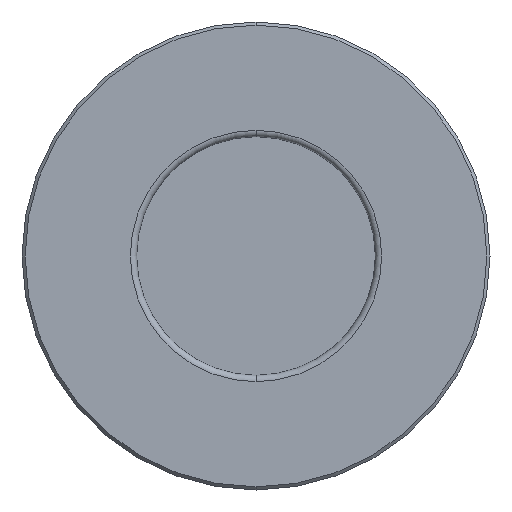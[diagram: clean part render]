
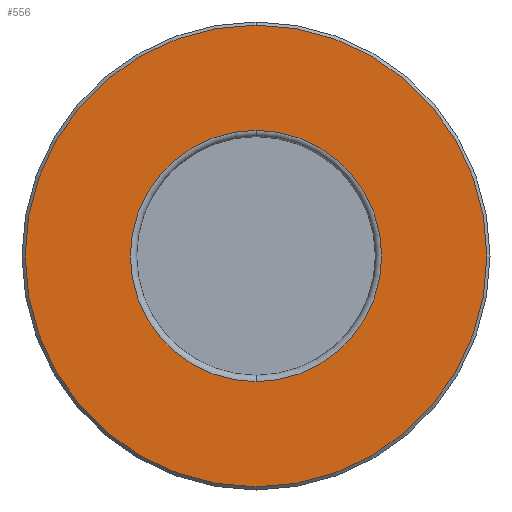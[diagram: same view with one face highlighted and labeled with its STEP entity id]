
A CAD part, front view. The second image highlights one B-rep face of the part: STEP entity #556.
In plain terms, the highlighted planar face has unit normal (0, -1, 0).
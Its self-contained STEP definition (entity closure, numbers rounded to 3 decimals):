
#9 = DIRECTION ( 'NONE',  ( 0., 0., -1. ) ) ;
#31 = DIRECTION ( 'NONE',  ( 0., -1., 0. ) ) ;
#35 = EDGE_LOOP ( 'NONE', ( #415, #557 ) ) ;
#37 = DIRECTION ( 'NONE',  ( 0., 0., -1. ) ) ;
#60 = CIRCLE ( 'NONE', #446, 73.5 ) ;
#71 = CARTESIAN_POINT ( 'NONE',  ( 0., 0., 40. ) ) ;
#142 = CARTESIAN_POINT ( 'NONE',  ( 0., 0., 0. ) ) ;
#158 = FACE_OUTER_BOUND ( 'NONE', #35, .T. ) ;
#165 = VERTEX_POINT ( 'NONE', #839 ) ;
#179 = AXIS2_PLACEMENT_3D ( 'NONE', #480, #31, #809 ) ;
#201 = DIRECTION ( 'NONE',  ( 0., -1., 0. ) ) ;
#226 = CARTESIAN_POINT ( 'NONE',  ( 0., 0., 0. ) ) ;
#259 = VERTEX_POINT ( 'NONE', #71 ) ;
#287 = CARTESIAN_POINT ( 'NONE',  ( 0., 0., -73.5 ) ) ;
#330 = DIRECTION ( 'NONE',  ( 0., 0., -1. ) ) ;
#352 = DIRECTION ( 'NONE',  ( 0., -1., 0. ) ) ;
#367 = ORIENTED_EDGE ( 'NONE', *, *, #408, .F. ) ;
#370 = EDGE_LOOP ( 'NONE', ( #804, #367 ) ) ;
#388 = DIRECTION ( 'NONE',  ( 0., -1., 0. ) ) ;
#398 = CIRCLE ( 'NONE', #569, 73.5 ) ;
#408 = EDGE_CURVE ( 'NONE', #259, #708, #504, .T. ) ;
#415 = ORIENTED_EDGE ( 'NONE', *, *, #576, .T. ) ;
#429 = AXIS2_PLACEMENT_3D ( 'NONE', #226, #352, #37 ) ;
#446 = AXIS2_PLACEMENT_3D ( 'NONE', #789, #388, #9 ) ;
#468 = VERTEX_POINT ( 'NONE', #287 ) ;
#474 = AXIS2_PLACEMENT_3D ( 'NONE', #521, #841, #852 ) ;
#478 = FACE_BOUND ( 'NONE', #370, .T. ) ;
#480 = CARTESIAN_POINT ( 'NONE',  ( 0., 0., 0. ) ) ;
#504 = CIRCLE ( 'NONE', #179, 40. ) ;
#511 = CIRCLE ( 'NONE', #429, 40. ) ;
#519 = PLANE ( 'NONE',  #474 ) ;
#521 = CARTESIAN_POINT ( 'NONE',  ( 40., 0., 0. ) ) ;
#556 = ADVANCED_FACE ( 'NONE', ( #158, #478 ), #519, .T. ) ;
#557 = ORIENTED_EDGE ( 'NONE', *, *, #602, .T. ) ;
#569 = AXIS2_PLACEMENT_3D ( 'NONE', #142, #201, #330 ) ;
#576 = EDGE_CURVE ( 'NONE', #165, #468, #398, .T. ) ;
#602 = EDGE_CURVE ( 'NONE', #468, #165, #60, .T. ) ;
#642 = EDGE_CURVE ( 'NONE', #708, #259, #511, .T. ) ;
#708 = VERTEX_POINT ( 'NONE', #838 ) ;
#789 = CARTESIAN_POINT ( 'NONE',  ( 0., 0., 0. ) ) ;
#804 = ORIENTED_EDGE ( 'NONE', *, *, #642, .F. ) ;
#809 = DIRECTION ( 'NONE',  ( 0., 0., -1. ) ) ;
#838 = CARTESIAN_POINT ( 'NONE',  ( 0., 0., -40. ) ) ;
#839 = CARTESIAN_POINT ( 'NONE',  ( 0., 0., 73.5 ) ) ;
#841 = DIRECTION ( 'NONE',  ( 0., -1., 0. ) ) ;
#852 = DIRECTION ( 'NONE',  ( 0., 0., -1. ) ) ;
